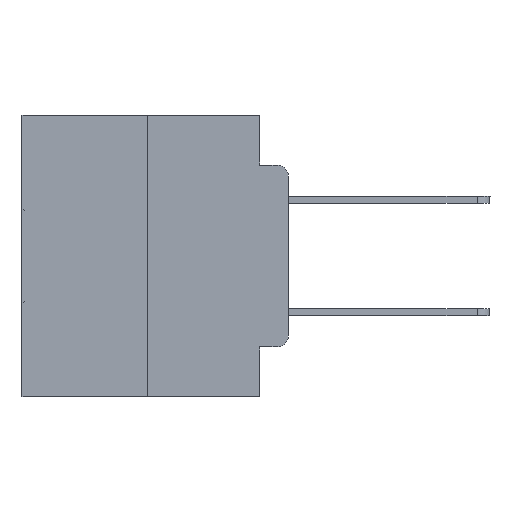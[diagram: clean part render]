
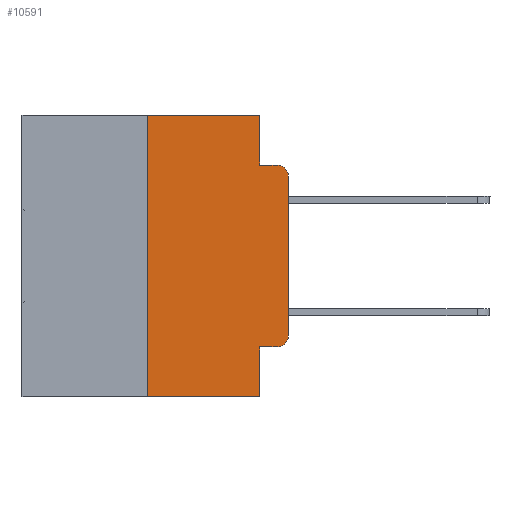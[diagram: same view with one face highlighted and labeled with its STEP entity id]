
A CAD part, left-side view. The second image highlights one B-rep face of the part: STEP entity #10591.
In plain terms, the highlighted planar face has unit normal (-1, 0, 0).
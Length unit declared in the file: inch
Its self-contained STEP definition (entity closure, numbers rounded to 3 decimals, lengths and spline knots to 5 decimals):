
#81 = ORIENTED_EDGE ( 'NONE', *, *, #4631, .F. ) ;
#337 = CARTESIAN_POINT ( 'NONE',  ( 0., 0.051, -0.0885 ) ) ;
#829 = AXIS2_PLACEMENT_3D ( 'NONE', #16221, #31320, #16330 ) ;
#941 = ORIENTED_EDGE ( 'NONE', *, *, #2902, .F. ) ;
#1532 = DIRECTION ( 'NONE',  ( 0., -1., 0. ) ) ;
#1791 = CARTESIAN_POINT ( 'NONE',  ( 0., 0.02, -0.4115 ) ) ;
#2902 = EDGE_CURVE ( 'NONE', #21230, #18437, #4308, .T. ) ;
#2934 = DIRECTION ( 'NONE',  ( 0., -1., 0. ) ) ;
#3578 = VERTEX_POINT ( 'NONE', #14372 ) ;
#3696 = ORIENTED_EDGE ( 'NONE', *, *, #8044, .F. ) ;
#3930 = AXIS2_PLACEMENT_3D ( 'NONE', #6104, #23849, #8679 ) ;
#4308 = LINE ( 'NONE', #13957, #17040 ) ;
#4593 = CARTESIAN_POINT ( 'NONE',  ( 0., 0.02, -0.3915 ) ) ;
#4631 = EDGE_CURVE ( 'NONE', #32376, #6943, #5452, .T. ) ;
#5414 = ORIENTED_EDGE ( 'NONE', *, *, #28933, .T. ) ;
#5452 = LINE ( 'NONE', #20814, #31450 ) ;
#5647 = DIRECTION ( 'NONE',  ( 0., 0., 1. ) ) ;
#5893 = CARTESIAN_POINT ( 'NONE',  ( 0., 0.473, -0.5 ) ) ;
#6031 = VECTOR ( 'NONE', #2934, 39.37008 ) ;
#6104 = CARTESIAN_POINT ( 'NONE',  ( 0., 0.02, -0.1085 ) ) ;
#6376 = CARTESIAN_POINT ( 'NONE',  ( 0., 0.25, -0.5 ) ) ;
#6687 = CARTESIAN_POINT ( 'NONE',  ( 0., 0.473, 0. ) ) ;
#6943 = VERTEX_POINT ( 'NONE', #24274 ) ;
#7165 = DIRECTION ( 'NONE',  ( 0., 0., -1. ) ) ;
#8044 = EDGE_CURVE ( 'NONE', #29365, #9422, #11290, .T. ) ;
#8230 = CARTESIAN_POINT ( 'NONE',  ( 0., 0., 0. ) ) ;
#8535 = CIRCLE ( 'NONE', #21217, 0.02 ) ;
#8549 = ORIENTED_EDGE ( 'NONE', *, *, #23132, .T. ) ;
#8679 = DIRECTION ( 'NONE',  ( 0., 0., -1. ) ) ;
#8885 = VECTOR ( 'NONE', #18428, 39.37008 ) ;
#9422 = VERTEX_POINT ( 'NONE', #26398 ) ;
#10029 = LINE ( 'NONE', #6687, #23476 ) ;
#10591 = ADVANCED_FACE ( 'NONE', ( #14250 ), #13773, .F. ) ;
#11129 = LINE ( 'NONE', #5893, #23783 ) ;
#11216 = ORIENTED_EDGE ( 'NONE', *, *, #14864, .T. ) ;
#11272 = VECTOR ( 'NONE', #13722, 39.37008 ) ;
#11290 = LINE ( 'NONE', #15916, #8885 ) ;
#11446 = DIRECTION ( 'NONE',  ( 0., 0., -1. ) ) ;
#12124 = EDGE_LOOP ( 'NONE', ( #29586, #11216, #26191, #3696, #22385, #81, #8549, #941, #20053, #5414 ) ) ;
#12778 = LINE ( 'NONE', #337, #6031 ) ;
#13154 = EDGE_CURVE ( 'NONE', #9422, #3578, #12778, .T. ) ;
#13722 = DIRECTION ( 'NONE',  ( 0., -1., 0. ) ) ;
#13773 = PLANE ( 'NONE',  #829 ) ;
#13957 = CARTESIAN_POINT ( 'NONE',  ( 0., 0.051, 0. ) ) ;
#14250 = FACE_OUTER_BOUND ( 'NONE', #12124, .T. ) ;
#14372 = CARTESIAN_POINT ( 'NONE',  ( 0., 0.02, -0.0885 ) ) ;
#14864 = EDGE_CURVE ( 'NONE', #17952, #3578, #29985, .T. ) ;
#15345 = VECTOR ( 'NONE', #25916, 39.37008 ) ;
#15712 = VERTEX_POINT ( 'NONE', #1791 ) ;
#15764 = CARTESIAN_POINT ( 'NONE',  ( 0., 0., -0.1085 ) ) ;
#15916 = CARTESIAN_POINT ( 'NONE',  ( 0., 0.051, 0. ) ) ;
#16221 = CARTESIAN_POINT ( 'NONE',  ( 0., 0.473, 0. ) ) ;
#16247 = CARTESIAN_POINT ( 'NONE',  ( 0., 0.051, 0. ) ) ;
#16330 = DIRECTION ( 'NONE',  ( 0., 0., -1. ) ) ;
#16555 = EDGE_CURVE ( 'NONE', #18835, #17952, #28677, .T. ) ;
#17040 = VECTOR ( 'NONE', #11446, 39.37008 ) ;
#17952 = VERTEX_POINT ( 'NONE', #15764 ) ;
#17963 = LINE ( 'NONE', #28757, #11272 ) ;
#18428 = DIRECTION ( 'NONE',  ( 0., 0., -1. ) ) ;
#18437 = VERTEX_POINT ( 'NONE', #28127 ) ;
#18835 = VERTEX_POINT ( 'NONE', #24671 ) ;
#20053 = ORIENTED_EDGE ( 'NONE', *, *, #30612, .T. ) ;
#20814 = CARTESIAN_POINT ( 'NONE',  ( 0., 0.25, 0. ) ) ;
#21217 = AXIS2_PLACEMENT_3D ( 'NONE', #4593, #22333, #7165 ) ;
#21230 = VERTEX_POINT ( 'NONE', #27124 ) ;
#22333 = DIRECTION ( 'NONE',  ( -1., 0., 0. ) ) ;
#22385 = ORIENTED_EDGE ( 'NONE', *, *, #31274, .F. ) ;
#23132 = EDGE_CURVE ( 'NONE', #32376, #18437, #11129, .T. ) ;
#23476 = VECTOR ( 'NONE', #1532, 39.37008 ) ;
#23783 = VECTOR ( 'NONE', #28697, 39.37008 ) ;
#23849 = DIRECTION ( 'NONE',  ( -1., 0., 0. ) ) ;
#24274 = CARTESIAN_POINT ( 'NONE',  ( 0., 0.25, 0. ) ) ;
#24671 = CARTESIAN_POINT ( 'NONE',  ( 0., 0., -0.3915 ) ) ;
#25916 = DIRECTION ( 'NONE',  ( 0., 0., 1. ) ) ;
#26191 = ORIENTED_EDGE ( 'NONE', *, *, #13154, .F. ) ;
#26398 = CARTESIAN_POINT ( 'NONE',  ( 0., 0.051, -0.0885 ) ) ;
#27124 = CARTESIAN_POINT ( 'NONE',  ( 0., 0.051, -0.4115 ) ) ;
#28127 = CARTESIAN_POINT ( 'NONE',  ( 0., 0.051, -0.5 ) ) ;
#28677 = LINE ( 'NONE', #8230, #15345 ) ;
#28697 = DIRECTION ( 'NONE',  ( 0., -1., 0. ) ) ;
#28757 = CARTESIAN_POINT ( 'NONE',  ( 0., 0.051, -0.4115 ) ) ;
#28933 = EDGE_CURVE ( 'NONE', #15712, #18835, #8535, .T. ) ;
#29365 = VERTEX_POINT ( 'NONE', #16247 ) ;
#29586 = ORIENTED_EDGE ( 'NONE', *, *, #16555, .T. ) ;
#29985 = CIRCLE ( 'NONE', #3930, 0.02 ) ;
#30612 = EDGE_CURVE ( 'NONE', #21230, #15712, #17963, .T. ) ;
#31274 = EDGE_CURVE ( 'NONE', #6943, #29365, #10029, .T. ) ;
#31320 = DIRECTION ( 'NONE',  ( 1., 0., 0. ) ) ;
#31450 = VECTOR ( 'NONE', #5647, 39.37008 ) ;
#32376 = VERTEX_POINT ( 'NONE', #6376 ) ;
